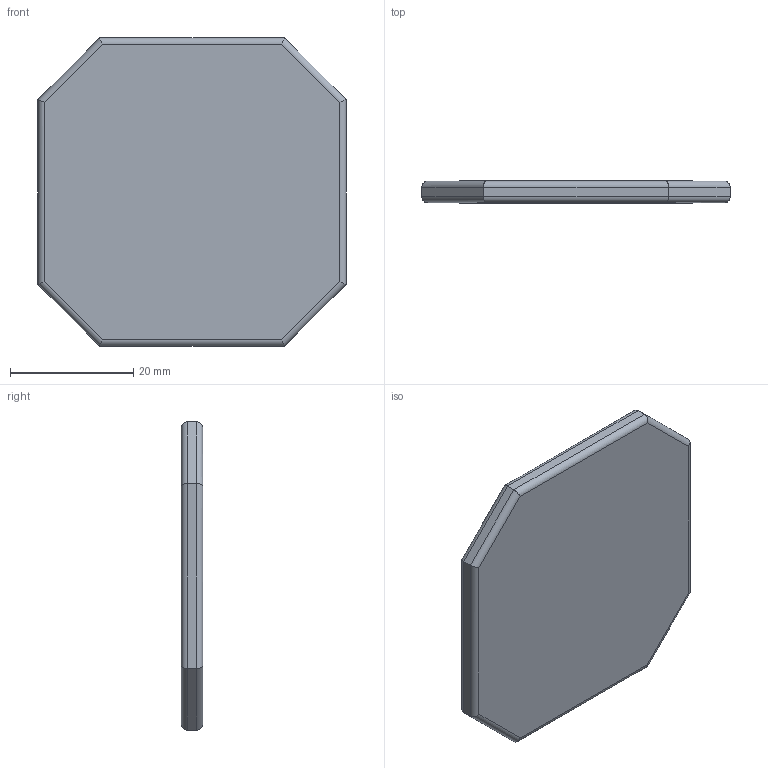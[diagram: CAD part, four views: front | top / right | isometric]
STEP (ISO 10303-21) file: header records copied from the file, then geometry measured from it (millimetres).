
FILE_DESCRIPTION(/* description */ (''),/* implementation_level */ '2;1');
FILE_NAME(/* name */ 'wolf.step',/* time_stamp */ '2022-02-06T01:47:57-06:00',/* author */ (''),/* organization */ (''),/* preprocessor_version */ 'ST-DEVELOPER v18.1',/* originating_system */ 'Autodesk Translation Framework v10.13.0.1454',/* authorisation */ '');
FILE_SCHEMA (('AUTOMOTIVE_DESIGN { 1 0 10303 214 3 1 1 }'));
Length unit declared in the file: millimetre
Products named in the file (1): Untitled
Bounding box: 50 x 3.5 x 50 mm (x, y, z)
Volume: 6689 mm3; surface area: 7892 mm2
Topology: 5 solids, 5 shells, 95 faces, 235 edges, 152 vertices
Faces by surface type: plane 75, cylinder 20
Full cylindrical faces by diameter (mm): 5.1 x4
Entity records: 2820 total; most frequent: CARTESIAN_POINT 483, ORIENTED_EDGE 470, DIRECTION 451, EDGE_CURVE 235, LINE 211, VECTOR 211, VERTEX_POINT 152, AXIS2_PLACEMENT_3D 120
